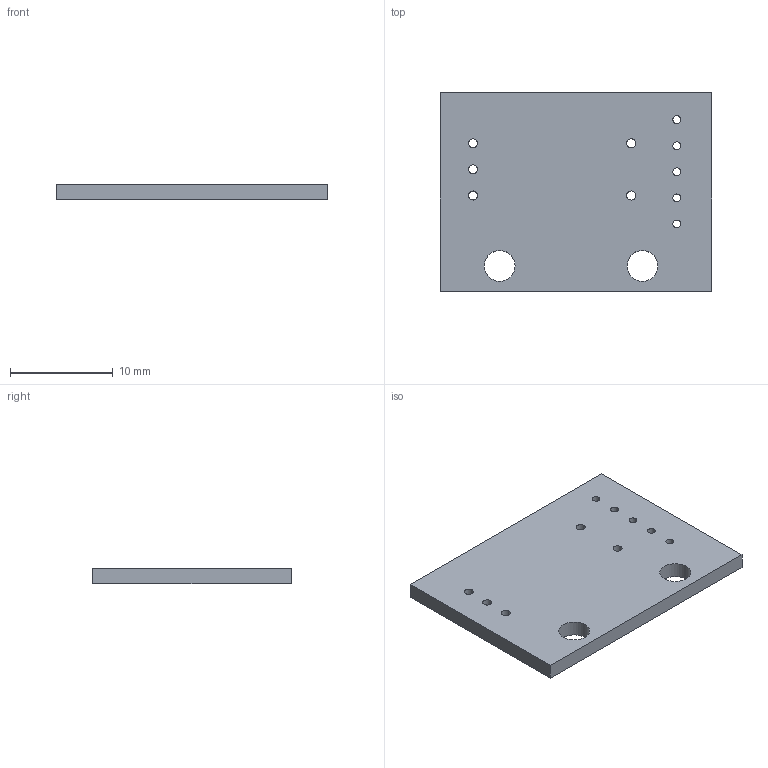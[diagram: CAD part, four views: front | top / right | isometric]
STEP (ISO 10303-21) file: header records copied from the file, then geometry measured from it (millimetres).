
FILE_DESCRIPTION(/* description */ (''),/* implementation_level */ '2;1');
FILE_NAME(/* name */ 'pcb.stp',/* time_stamp */ '2015-12-22T14:36:37-06:00',/* author */ ('tom'),/* organization */ (''),/* preprocessor_version */ 'ST-DEVELOPER v15.2',/* originating_system */ 'Autodesk Inventor 2014',/* authorisation */ '');
FILE_SCHEMA (('AUTOMOTIVE_DESIGN { 1 0 10303 214 3 1 1 }'));
Length unit declared in the file: inch
Products named in the file (1): pcb
Bounding box: 26.42 x 19.33 x 1.52 mm (x, y, z)
Volume: 748.4 mm3; surface area: 1189.9 mm2
Topology: 1 solids, 1 shells, 18 faces, 50 edges, 34 vertices
Faces by surface type: cylinder 12, plane 6
Full cylindrical faces by diameter (mm): 0.762 x5, 0.889 x5, 3 x2
Entity records: 587 total; most frequent: DIRECTION 98, CARTESIAN_POINT 87, ORIENTED_EDGE 72, EDGE_LOOP 54, AXIS2_PLACEMENT_3D 43, FACE_BOUND 38, EDGE_CURVE 36, VERTEX_POINT 32
